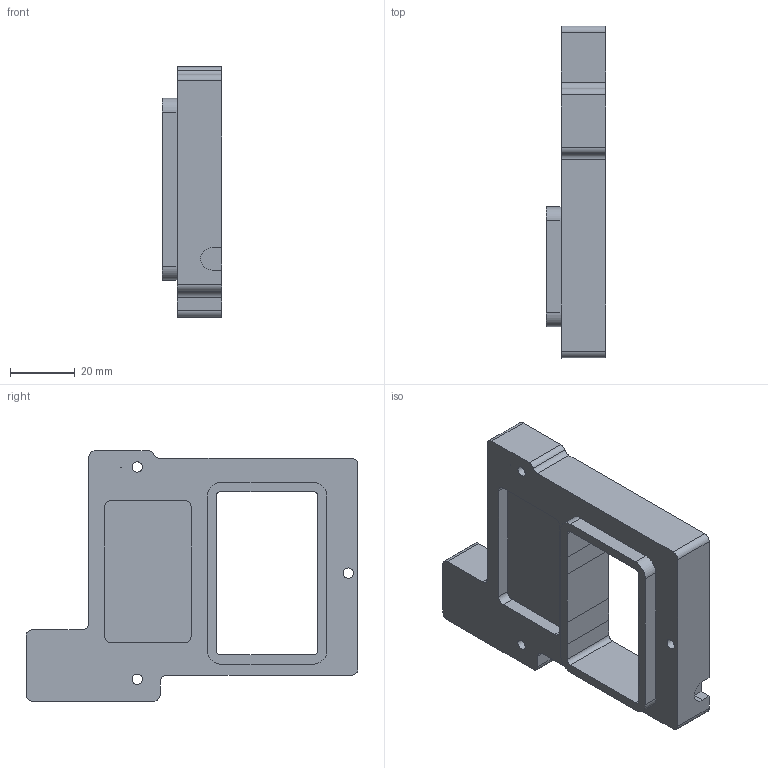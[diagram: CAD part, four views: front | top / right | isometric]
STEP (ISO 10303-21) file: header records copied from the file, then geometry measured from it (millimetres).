
FILE_DESCRIPTION(/* description */ (''),/* implementation_level */ '2;1');
FILE_NAME(/* name */ 'SL1-PSU_BASE.step',/* time_stamp */ '2019-08-13T13:03:28+02:00',/* author */ (''),/* organization */ (''),/* preprocessor_version */ 'ST-DEVELOPER v18',/* originating_system */ 'Autodesk Translation Framework v8.2.0.1029',/* authorisation */ '');
FILE_SCHEMA (('AUTOMOTIVE_DESIGN { 1 0 10303 214 3 1 1 }'));
Length unit declared in the file: millimetre
Products named in the file (1): fix (1)
Bounding box: 18.26 x 102.61 x 77.39 mm (x, y, z)
Volume: 50341.4 mm3; surface area: 21906.4 mm2
Topology: 2 solids, 2 shells, 166 faces, 495 edges, 335 vertices
Faces by surface type: plane 115, cylinder 32, bspline 19
Full cylindrical faces by diameter (mm): 2.5 x4, 3.2 x3
Entity records: 5852 total; most frequent: CARTESIAN_POINT 1358, ORIENTED_EDGE 990, DIRECTION 812, EDGE_CURVE 495, LINE 386, VECTOR 386, VERTEX_POINT 335, AXIS2_PLACEMENT_3D 213
